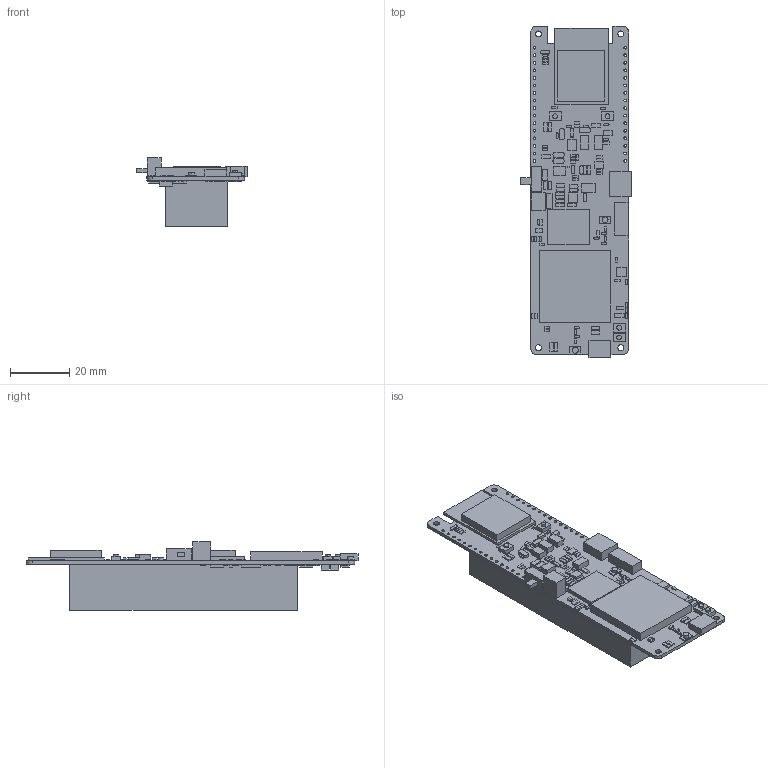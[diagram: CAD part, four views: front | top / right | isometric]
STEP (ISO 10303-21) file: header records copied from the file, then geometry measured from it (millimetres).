
FILE_DESCRIPTION((''),'2;1');
FILE_NAME('0-3D','2025-10-28T15:39:14',('HR'),(''),'CREO PARAMETRIC BY PTC INC, 2020053','CREO PARAMETRIC BY PTC INC, 2020053','');
FILE_SCHEMA(('AUTOMOTIVE_DESIGN { 1 0 10303 214 1 1 1 1 }'));
Length unit declared in the file: millimetre
Products named in the file (1): 0-3D
Bounding box: 37.24 x 111.69 x 23 mm (x, y, z)
Volume: 33481 mm3; surface area: 12730.9 mm2
Topology: 1 solids, 1 shells, 973 faces, 2382 edges, 1586 vertices
Faces by surface type: plane 782, cylinder 191
Entity records: 28579 total; most frequent: CARTESIAN_POINT 4943, ORIENTED_EDGE 4764, DIRECTION 4710, EDGE_CURVE 2382, VECTOR 2000, LINE 2000, VERTEX_POINT 1586, AXIS2_PLACEMENT_3D 1355
